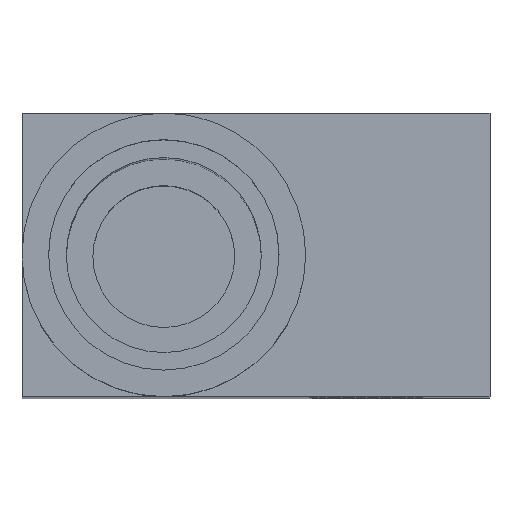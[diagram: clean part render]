
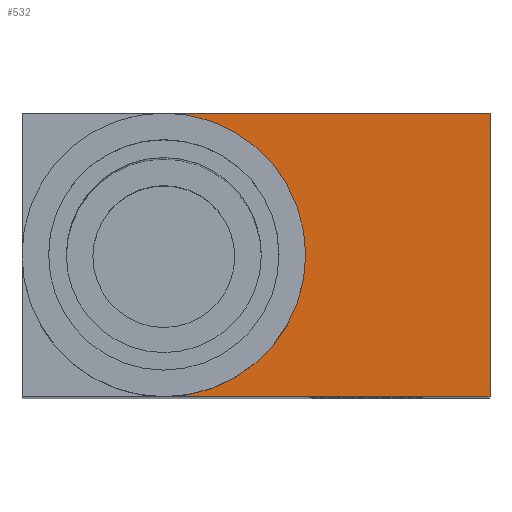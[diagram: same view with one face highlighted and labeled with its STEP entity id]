
A CAD part, top view. The second image highlights one B-rep face of the part: STEP entity #532.
In plain terms, the highlighted planar face has unit normal (0, 0, 1).
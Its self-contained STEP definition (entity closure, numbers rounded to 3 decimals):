
#12 = CIRCLE ( 'NONE', #741, 4. ) ;
#34 = VERTEX_POINT ( 'NONE', #204 ) ;
#134 = EDGE_CURVE ( 'NONE', #570, #1021, #12, .T. ) ;
#184 = AXIS2_PLACEMENT_3D ( 'NONE', #537, #217, #623 ) ;
#190 = ORIENTED_EDGE ( 'NONE', *, *, #134, .T. ) ;
#204 = CARTESIAN_POINT ( 'NONE',  ( 13.2, 0., 0. ) ) ;
#217 = DIRECTION ( 'NONE',  ( 0., 0., 1. ) ) ;
#236 = VECTOR ( 'NONE', #895, 1000. ) ;
#294 = DIRECTION ( 'NONE',  ( 0., 0., -1. ) ) ;
#360 = DIRECTION ( 'NONE',  ( -1., 0., 0. ) ) ;
#365 = LINE ( 'NONE', #912, #789 ) ;
#390 = EDGE_CURVE ( 'NONE', #769, #570, #365, .T. ) ;
#443 = EDGE_CURVE ( 'NONE', #34, #885, #672, .T. ) ;
#445 = CARTESIAN_POINT ( 'NONE',  ( 8., 4., 0. ) ) ;
#454 = ORIENTED_EDGE ( 'NONE', *, *, #784, .F. ) ;
#459 = CIRCLE ( 'NONE', #824, 4. ) ;
#468 = DIRECTION ( 'NONE',  ( 0., 0., -1. ) ) ;
#495 = EDGE_CURVE ( 'NONE', #1021, #885, #459, .T. ) ;
#501 = CARTESIAN_POINT ( 'NONE',  ( 13.2, 0., 0. ) ) ;
#532 = ADVANCED_FACE ( 'NONE', ( #926 ), #608, .T. ) ;
#537 = CARTESIAN_POINT ( 'NONE',  ( 13.2, 8., 0. ) ) ;
#543 = CARTESIAN_POINT ( 'NONE',  ( 4., 4., 0. ) ) ;
#570 = VERTEX_POINT ( 'NONE', #846 ) ;
#600 = DIRECTION ( 'NONE',  ( -1., 0., 0. ) ) ;
#608 = PLANE ( 'NONE',  #184 ) ;
#613 = VECTOR ( 'NONE', #600, 1000. ) ;
#623 = DIRECTION ( 'NONE',  ( 1., 0., 0. ) ) ;
#652 = CARTESIAN_POINT ( 'NONE',  ( 13.2, 8., 0. ) ) ;
#672 = LINE ( 'NONE', #501, #613 ) ;
#699 = DIRECTION ( 'NONE',  ( -1., 0., 0. ) ) ;
#740 = LINE ( 'NONE', #833, #236 ) ;
#741 = AXIS2_PLACEMENT_3D ( 'NONE', #543, #468, #699 ) ;
#769 = VERTEX_POINT ( 'NONE', #652 ) ;
#784 = EDGE_CURVE ( 'NONE', #769, #34, #740, .T. ) ;
#789 = VECTOR ( 'NONE', #360, 1000. ) ;
#815 = ORIENTED_EDGE ( 'NONE', *, *, #390, .T. ) ;
#824 = AXIS2_PLACEMENT_3D ( 'NONE', #909, #294, #899 ) ;
#833 = CARTESIAN_POINT ( 'NONE',  ( 13.2, 8., 0. ) ) ;
#846 = CARTESIAN_POINT ( 'NONE',  ( 4., 8., 0. ) ) ;
#885 = VERTEX_POINT ( 'NONE', #983 ) ;
#895 = DIRECTION ( 'NONE',  ( 0., -1., 0. ) ) ;
#897 = ORIENTED_EDGE ( 'NONE', *, *, #443, .F. ) ;
#899 = DIRECTION ( 'NONE',  ( -1., 0., 0. ) ) ;
#909 = CARTESIAN_POINT ( 'NONE',  ( 4., 4., 0. ) ) ;
#910 = ORIENTED_EDGE ( 'NONE', *, *, #495, .T. ) ;
#912 = CARTESIAN_POINT ( 'NONE',  ( 13.2, 8., 0. ) ) ;
#914 = EDGE_LOOP ( 'NONE', ( #815, #190, #910, #897, #454 ) ) ;
#926 = FACE_OUTER_BOUND ( 'NONE', #914, .T. ) ;
#983 = CARTESIAN_POINT ( 'NONE',  ( 4., 0., 0. ) ) ;
#1021 = VERTEX_POINT ( 'NONE', #445 ) ;
